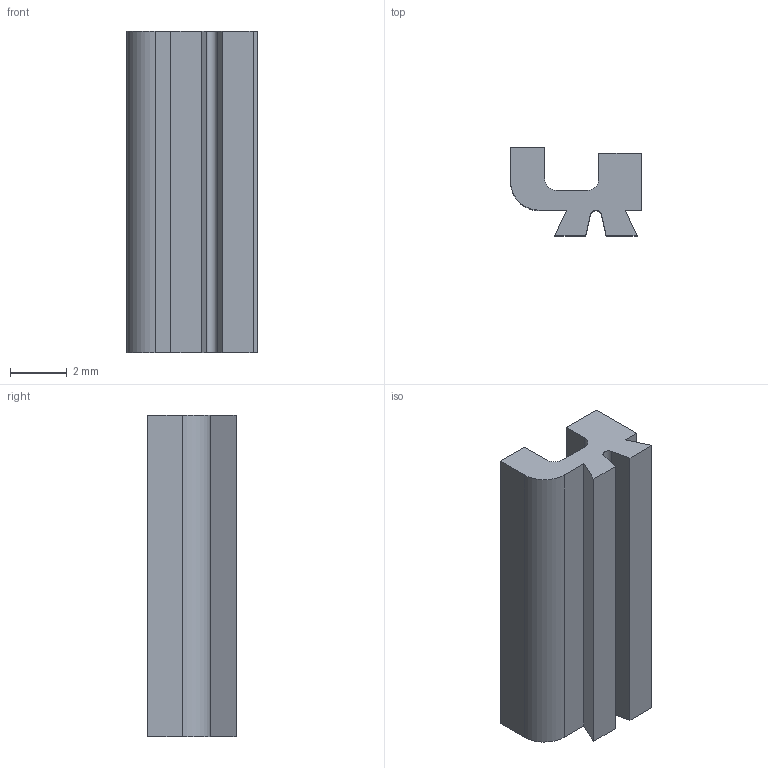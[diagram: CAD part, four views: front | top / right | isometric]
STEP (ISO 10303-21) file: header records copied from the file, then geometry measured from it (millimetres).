
FILE_DESCRIPTION(('Creo Elements/Direct Modeling STEP Export'),'2;1');
FILE_NAME('0lndqdl4in5i0p52284','2018-05-14T11:08:06',(''),(''),'PTC Creo Elements/Direct Modeling STEP processor for AP214 (Solid Model)','PTC Creo Elements/Direct Modeling 19.0E 27-Jun-2016 (C) Parametric Technology GmbH','');
FILE_SCHEMA(('AUTOMOTIVE_DESIGN { 1 0 10303 214 1 1 1 1 }'));
Length unit declared in the file: millimetre
Products named in the file (2): CR_K04G
Assembly tree (1 placements, depth 2):
  CR_K04G
    CR_K04G
Bounding box: 4.6 x 3.1 x 11.3 mm (x, y, z)
Volume: 97.2 mm3; surface area: 238.6 mm2
Topology: 1 solids, 1 shells, 21 faces, 57 edges, 38 vertices
Faces by surface type: plane 17, cylinder 4
Entity records: 867 total; most frequent: CARTESIAN_POINT 117, ORIENTED_EDGE 114, DIRECTION 109, EDGE_CURVE 57, VECTOR 49, LINE 49, VERTEX_POINT 38, AXIS2_PLACEMENT_3D 30
